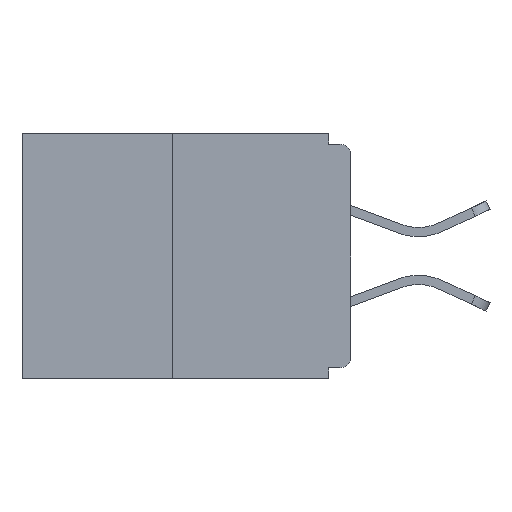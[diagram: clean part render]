
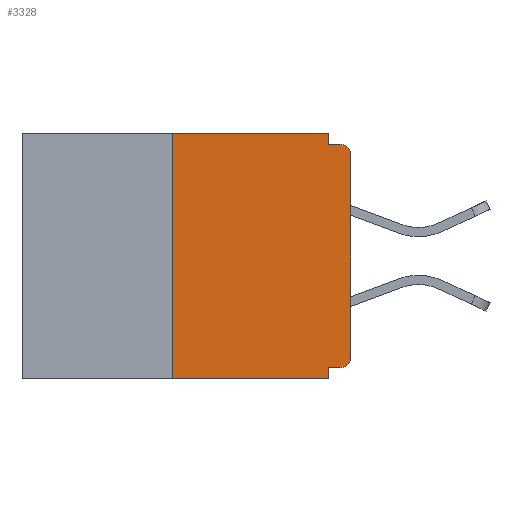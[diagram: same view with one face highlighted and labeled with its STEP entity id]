
A CAD part, left-side view. The second image highlights one B-rep face of the part: STEP entity #3328.
In plain terms, the highlighted planar face has unit normal (-1, 0, 0).
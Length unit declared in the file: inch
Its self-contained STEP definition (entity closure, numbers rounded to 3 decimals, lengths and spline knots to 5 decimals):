
#6 = DIRECTION ( 'NONE',  ( 0., -1., 0. ) ) ;
#22 = VECTOR ( 'NONE', #22021, 39.37008 ) ;
#467 = ORIENTED_EDGE ( 'NONE', *, *, #3857, .T. ) ;
#637 = VECTOR ( 'NONE', #5354, 39.37008 ) ;
#774 = ORIENTED_EDGE ( 'NONE', *, *, #17834, .F. ) ;
#1115 = LINE ( 'NONE', #22301, #20210 ) ;
#1138 = DIRECTION ( 'NONE',  ( -1., 0., 0. ) ) ;
#1226 = LINE ( 'NONE', #23898, #637 ) ;
#1441 = CARTESIAN_POINT ( 'NONE',  ( 0., 0.015, -0.313 ) ) ;
#1484 = ORIENTED_EDGE ( 'NONE', *, *, #14167, .T. ) ;
#1719 = EDGE_CURVE ( 'NONE', #6557, #23662, #12196, .T. ) ;
#2360 = CIRCLE ( 'NONE', #19271, 0.015 ) ;
#2700 = CARTESIAN_POINT ( 'NONE',  ( 0., 0.031, -0.328 ) ) ;
#3144 = DIRECTION ( 'NONE',  ( 0., 0., -1. ) ) ;
#3328 = ADVANCED_FACE ( 'NONE', ( #7211 ), #18359, .F. ) ;
#3461 = VECTOR ( 'NONE', #21353, 39.37008 ) ;
#3834 = LINE ( 'NONE', #8440, #17751 ) ;
#3857 = EDGE_CURVE ( 'NONE', #7425, #7872, #8361, .T. ) ;
#5111 = VECTOR ( 'NONE', #15784, 39.37008 ) ;
#5354 = DIRECTION ( 'NONE',  ( 0., 0., -1. ) ) ;
#5686 = ORIENTED_EDGE ( 'NONE', *, *, #1719, .F. ) ;
#6557 = VERTEX_POINT ( 'NONE', #15045 ) ;
#7139 = EDGE_CURVE ( 'NONE', #13495, #14207, #1226, .T. ) ;
#7211 = FACE_OUTER_BOUND ( 'NONE', #13434, .T. ) ;
#7425 = VERTEX_POINT ( 'NONE', #20706 ) ;
#7641 = CARTESIAN_POINT ( 'NONE',  ( 0., 0., 0. ) ) ;
#7872 = VERTEX_POINT ( 'NONE', #20191 ) ;
#8361 = CIRCLE ( 'NONE', #9315, 0.015 ) ;
#8400 = VERTEX_POINT ( 'NONE', #20479 ) ;
#8440 = CARTESIAN_POINT ( 'NONE',  ( 0., 0.031, -0.343 ) ) ;
#8598 = EDGE_CURVE ( 'NONE', #23736, #23027, #2360, .T. ) ;
#8864 = DIRECTION ( 'NONE',  ( 1., 0., 0. ) ) ;
#8984 = EDGE_CURVE ( 'NONE', #7425, #11189, #20298, .T. ) ;
#9315 = AXIS2_PLACEMENT_3D ( 'NONE', #1441, #1138, #3144 ) ;
#9424 = EDGE_CURVE ( 'NONE', #14207, #23027, #15075, .T. ) ;
#10135 = CARTESIAN_POINT ( 'NONE',  ( 0., 0.46, 0. ) ) ;
#10307 = DIRECTION ( 'NONE',  ( 0., 0., -1. ) ) ;
#10810 = CARTESIAN_POINT ( 'NONE',  ( 0., 0.25, 0. ) ) ;
#11031 = ORIENTED_EDGE ( 'NONE', *, *, #16063, .F. ) ;
#11189 = VERTEX_POINT ( 'NONE', #2700 ) ;
#11273 = DIRECTION ( 'NONE',  ( 0., 0., 1. ) ) ;
#11334 = DIRECTION ( 'NONE',  ( 0., 0., 1. ) ) ;
#11678 = CARTESIAN_POINT ( 'NONE',  ( 0., 0.015, -0.03 ) ) ;
#12091 = AXIS2_PLACEMENT_3D ( 'NONE', #14488, #8864, #21961 ) ;
#12114 = CARTESIAN_POINT ( 'NONE',  ( 0., 0., -0.015 ) ) ;
#12196 = LINE ( 'NONE', #18819, #13052 ) ;
#12694 = LINE ( 'NONE', #7641, #21977 ) ;
#12740 = CARTESIAN_POINT ( 'NONE',  ( 0., 0.031, 0. ) ) ;
#13052 = VECTOR ( 'NONE', #11334, 39.37008 ) ;
#13122 = CARTESIAN_POINT ( 'NONE',  ( 0., 0.031, -0.015 ) ) ;
#13434 = EDGE_LOOP ( 'NONE', ( #11031, #5686, #1484, #774, #22726, #467, #20158, #23991, #15821, #15562 ) ) ;
#13495 = VERTEX_POINT ( 'NONE', #12740 ) ;
#14110 = EDGE_CURVE ( 'NONE', #7872, #23736, #12694, .T. ) ;
#14167 = EDGE_CURVE ( 'NONE', #6557, #8400, #1115, .T. ) ;
#14207 = VERTEX_POINT ( 'NONE', #13122 ) ;
#14488 = CARTESIAN_POINT ( 'NONE',  ( 0., 0.46, 0. ) ) ;
#15045 = CARTESIAN_POINT ( 'NONE',  ( 0., 0.25, -0.343 ) ) ;
#15075 = LINE ( 'NONE', #12114, #3461 ) ;
#15562 = ORIENTED_EDGE ( 'NONE', *, *, #7139, .F. ) ;
#15784 = DIRECTION ( 'NONE',  ( 0., -1., 0. ) ) ;
#15821 = ORIENTED_EDGE ( 'NONE', *, *, #9424, .F. ) ;
#16063 = EDGE_CURVE ( 'NONE', #23662, #13495, #21909, .T. ) ;
#16752 = CARTESIAN_POINT ( 'NONE',  ( 0., 0., -0.03 ) ) ;
#16911 = DIRECTION ( 'NONE',  ( 0., 0., -1. ) ) ;
#17067 = DIRECTION ( 'NONE',  ( -1., 0., 0. ) ) ;
#17751 = VECTOR ( 'NONE', #10307, 39.37008 ) ;
#17834 = EDGE_CURVE ( 'NONE', #11189, #8400, #3834, .T. ) ;
#18359 = PLANE ( 'NONE',  #12091 ) ;
#18819 = CARTESIAN_POINT ( 'NONE',  ( 0., 0.25, 0. ) ) ;
#19271 = AXIS2_PLACEMENT_3D ( 'NONE', #11678, #17067, #16911 ) ;
#20158 = ORIENTED_EDGE ( 'NONE', *, *, #14110, .T. ) ;
#20191 = CARTESIAN_POINT ( 'NONE',  ( 0., 0., -0.313 ) ) ;
#20210 = VECTOR ( 'NONE', #6, 39.37008 ) ;
#20214 = CARTESIAN_POINT ( 'NONE',  ( 0., 0., -0.328 ) ) ;
#20298 = LINE ( 'NONE', #20214, #22 ) ;
#20479 = CARTESIAN_POINT ( 'NONE',  ( 0., 0.031, -0.343 ) ) ;
#20706 = CARTESIAN_POINT ( 'NONE',  ( 0., 0.015, -0.328 ) ) ;
#21353 = DIRECTION ( 'NONE',  ( 0., -1., 0. ) ) ;
#21909 = LINE ( 'NONE', #10135, #5111 ) ;
#21961 = DIRECTION ( 'NONE',  ( 0., 0., -1. ) ) ;
#21977 = VECTOR ( 'NONE', #11273, 39.37008 ) ;
#22021 = DIRECTION ( 'NONE',  ( 0., 1., 0. ) ) ;
#22088 = CARTESIAN_POINT ( 'NONE',  ( 0., 0.015, -0.015 ) ) ;
#22301 = CARTESIAN_POINT ( 'NONE',  ( 0., 0.46, -0.343 ) ) ;
#22726 = ORIENTED_EDGE ( 'NONE', *, *, #8984, .F. ) ;
#23027 = VERTEX_POINT ( 'NONE', #22088 ) ;
#23662 = VERTEX_POINT ( 'NONE', #10810 ) ;
#23736 = VERTEX_POINT ( 'NONE', #16752 ) ;
#23898 = CARTESIAN_POINT ( 'NONE',  ( 0., 0.031, 0. ) ) ;
#23991 = ORIENTED_EDGE ( 'NONE', *, *, #8598, .T. ) ;
